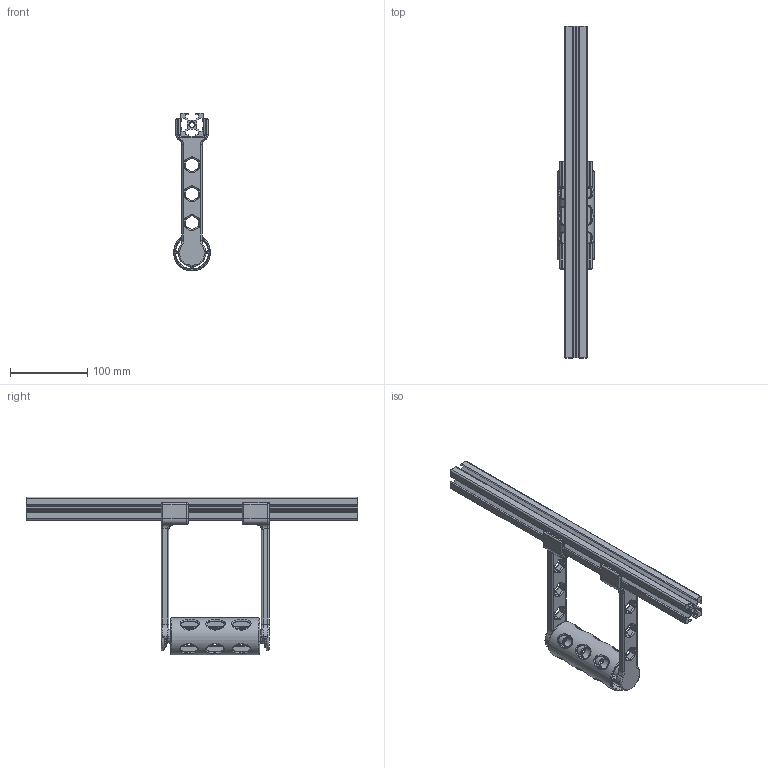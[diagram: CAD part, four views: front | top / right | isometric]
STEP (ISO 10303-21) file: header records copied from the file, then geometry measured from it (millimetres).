
FILE_DESCRIPTION(/* description */ (''),/* implementation_level */ '2;1');
FILE_NAME(/* name */ 'Spooholder-1x-2.0.step',/* time_stamp */ '2018-02-24T20:56:01+01:00',/* author */ ('wolfgang.schadow'),/* organization */ (''),/* preprocessor_version */ 'ST-DEVELOPER v16.13',/* originating_system */ 'Autodesk Translation Framework v6.5.0.72',/* authorisation */ '');
FILE_SCHEMA (('AUTOMOTIVE_DESIGN { 1 0 10303 214 3 1 1 }'));
Length unit declared in the file: millimetre
Products named in the file (4): Spooholder-1x-1.1; GFS6-3030-430-TPW v1; SpindleHolder; Spool
Assembly tree (3 placements, depth 2):
  Spooholder-1x-1.1
    GFS6-3030-430-TPW v1
    SpindleHolder
    Spool
Bounding box: 47.8 x 430 x 204.4 mm (x, y, z)
Volume: 324167.2 mm3; surface area: 196294.7 mm2
Topology: 6 solids, 6 shells, 906 faces, 2302 edges, 1388 vertices
Faces by surface type: cylinder 326, plane 186, torus 172, bspline 154, sphere 40, cone 28
Full cylindrical faces by diameter (mm): 6.2 x2, 6.647 x2, 6.8 x1, 14 x2, 18 x8, 18.5 x2, 29 x2, 47.8 x1
Entity records: 38805 total; most frequent: CARTESIAN_POINT 17576, ORIENTED_EDGE 4604, DIRECTION 4258, EDGE_CURVE 2302, AXIS2_PLACEMENT_3D 1713, VERTEX_POINT 1388, EDGE_LOOP 962, CIRCLE 937
